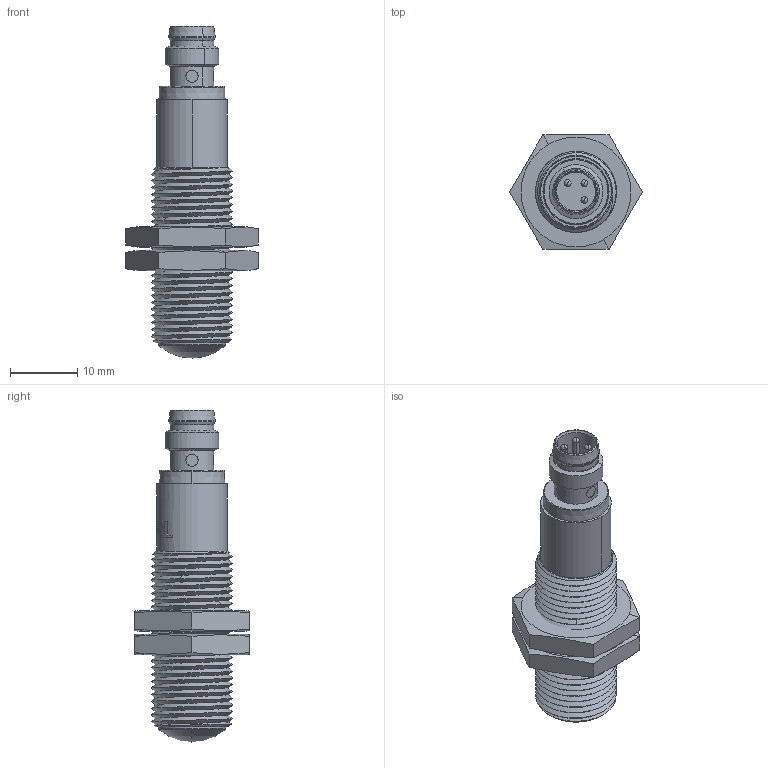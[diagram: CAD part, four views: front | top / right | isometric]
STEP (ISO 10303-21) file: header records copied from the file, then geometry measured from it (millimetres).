
FILE_DESCRIPTION((''),'2;1');
FILE_NAME('LT_TB38_T3_LED_V1_ASM','2019-01-30T',('lch'),(''),'CREO PARAMETRIC BY PTC INC, 2015200','CREO PARAMETRIC BY PTC INC, 2015200','');
FILE_SCHEMA(('AUTOMOTIVE_DESIGN { 1 0 10303 214 1 1 1 1 }'));
Length unit declared in the file: millimetre
Products named in the file (4): NUT-TB38_5_1; LT_TB38_WIRE_ASM_2_ASM; LT_TB38_T3_LED_1_2; LT_TB38_T3_LED_V1_ASM
Assembly tree (4 placements, depth 3):
  LT_TB38_T3_LED_V1_ASM
    LT_TB38_WIRE_ASM_2_ASM
      NUT-TB38_5_1  x2
    LT_TB38_T3_LED_1_2
Bounding box: 19.63 x 17 x 49.2 mm (x, y, z)
Volume: 2909.1 mm3; surface area: 5114 mm2
Topology: 3 solids, 6 shells, 317 faces, 866 edges, 569 vertices
Faces by surface type: cylinder 102, plane 82, bspline 57, cone 48, sphere 16, torus 12
Entity records: 23029 total; most frequent: CARTESIAN_POINT 14997, ORIENTED_EDGE 1628, DIRECTION 1368, EDGE_CURVE 814, VERTEX_POINT 549, AXIS2_PLACEMENT_3D 547, EDGE_LOOP 337, FACE_OUTER_BOUND 303
